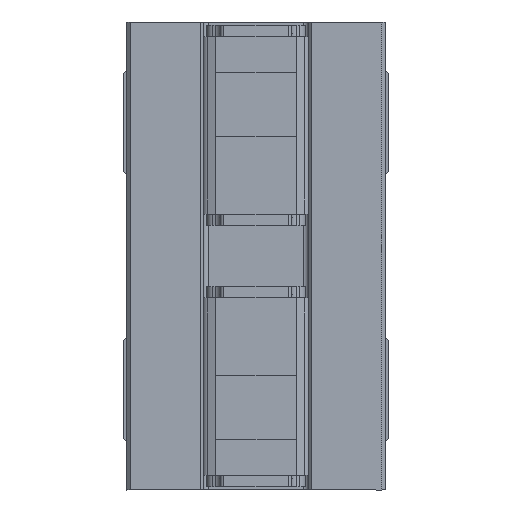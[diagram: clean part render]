
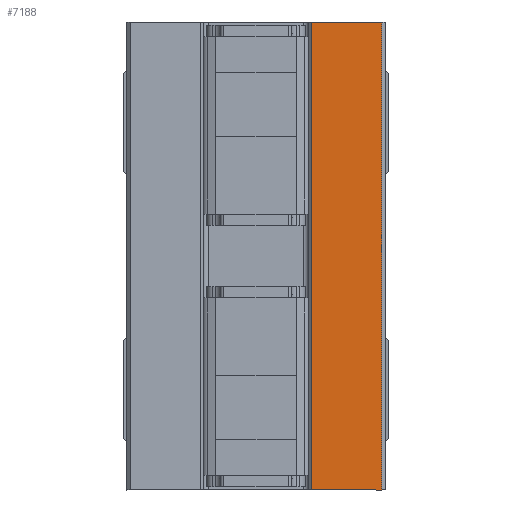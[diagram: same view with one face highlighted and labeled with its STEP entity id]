
A CAD part, left-side view. The second image highlights one B-rep face of the part: STEP entity #7188.
In plain terms, the highlighted face is planar.
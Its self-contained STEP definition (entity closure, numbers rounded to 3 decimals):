
#773 = VECTOR ( 'NONE', #7282, 1000. ) ;
#1161 = ORIENTED_EDGE ( 'NONE', *, *, #20101, .F. ) ;
#1205 = VECTOR ( 'NONE', #10745, 1000. ) ;
#1435 = LINE ( 'NONE', #23203, #10626 ) ;
#3524 = PLANE ( 'NONE',  #22700 ) ;
#3614 = DIRECTION ( 'NONE',  ( 1., 0., 0. ) ) ;
#3955 = VECTOR ( 'NONE', #24929, 1000. ) ;
#7188 = ADVANCED_FACE ( 'NONE', ( #20435 ), #3524, .F. ) ;
#7282 = DIRECTION ( 'NONE',  ( -1., 0., 0. ) ) ;
#7418 = ORIENTED_EDGE ( 'NONE', *, *, #13295, .F. ) ;
#7502 = DIRECTION ( 'NONE',  ( 0., 0., -1. ) ) ;
#7535 = CARTESIAN_POINT ( 'NONE',  ( 14.5, -7.802, 6. ) ) ;
#9466 = DIRECTION ( 'NONE',  ( -1., 0., 0. ) ) ;
#9782 = LINE ( 'NONE', #19141, #3955 ) ;
#10433 = EDGE_CURVE ( 'NONE', #25138, #15796, #9782, .T. ) ;
#10626 = VECTOR ( 'NONE', #3614, 1000. ) ;
#10745 = DIRECTION ( 'NONE',  ( 0., -1., 0. ) ) ;
#12672 = EDGE_CURVE ( 'NONE', #13083, #13245, #15627, .T. ) ;
#13083 = VERTEX_POINT ( 'NONE', #22260 ) ;
#13245 = VERTEX_POINT ( 'NONE', #14945 ) ;
#13295 = EDGE_CURVE ( 'NONE', #25138, #13083, #1435, .T. ) ;
#14945 = CARTESIAN_POINT ( 'NONE',  ( 14.5, -7.802, 6. ) ) ;
#15627 = LINE ( 'NONE', #20326, #1205 ) ;
#15796 = VERTEX_POINT ( 'NONE', #18985 ) ;
#17277 = CARTESIAN_POINT ( 'NONE',  ( 14.5, -3.448, 6. ) ) ;
#18407 = ORIENTED_EDGE ( 'NONE', *, *, #10433, .T. ) ;
#18985 = CARTESIAN_POINT ( 'NONE',  ( -14.5, -7.802, 6. ) ) ;
#19141 = CARTESIAN_POINT ( 'NONE',  ( -14.5, 2.95, 6. ) ) ;
#19145 = CARTESIAN_POINT ( 'NONE',  ( -14.5, -3.448, 6. ) ) ;
#19534 = ORIENTED_EDGE ( 'NONE', *, *, #12672, .F. ) ;
#19788 = EDGE_LOOP ( 'NONE', ( #7418, #18407, #1161, #19534 ) ) ;
#20101 = EDGE_CURVE ( 'NONE', #13245, #15796, #25416, .T. ) ;
#20326 = CARTESIAN_POINT ( 'NONE',  ( 14.5, 2.95, 6. ) ) ;
#20435 = FACE_OUTER_BOUND ( 'NONE', #19788, .T. ) ;
#22260 = CARTESIAN_POINT ( 'NONE',  ( 14.5, -3.448, 6. ) ) ;
#22700 = AXIS2_PLACEMENT_3D ( 'NONE', #17277, #7502, #9466 ) ;
#23203 = CARTESIAN_POINT ( 'NONE',  ( 14.5, -3.448, 6. ) ) ;
#24929 = DIRECTION ( 'NONE',  ( 0., -1., 0. ) ) ;
#25138 = VERTEX_POINT ( 'NONE', #19145 ) ;
#25416 = LINE ( 'NONE', #7535, #773 ) ;
